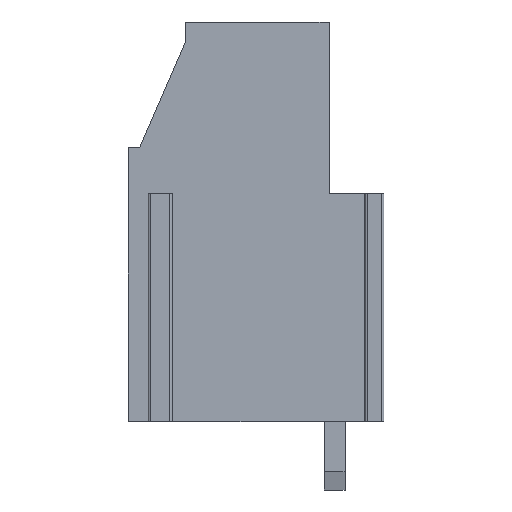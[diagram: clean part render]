
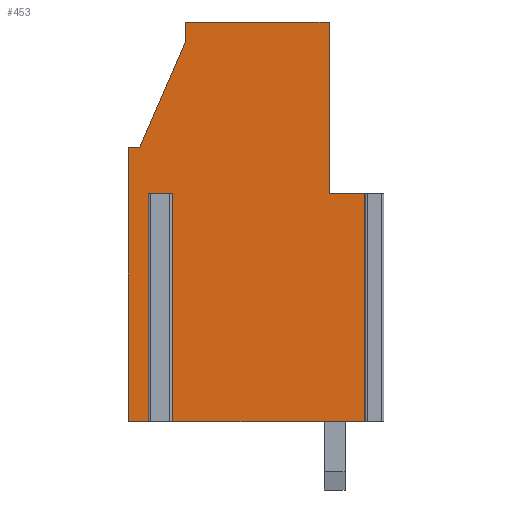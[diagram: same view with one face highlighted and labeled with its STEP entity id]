
A CAD part, front view. The second image highlights one B-rep face of the part: STEP entity #453.
In plain terms, the highlighted planar face has unit normal (0, -1, 0).
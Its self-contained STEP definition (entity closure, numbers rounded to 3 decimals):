
#453 = ADVANCED_FACE( '', ( #933 ), #934, .T. );
#933 = FACE_OUTER_BOUND( '', #1457, .T. );
#934 = PLANE( '', #1458 );
#1457 = EDGE_LOOP( '', ( #2661, #2662, #2663, #2664, #2665, #2666, #2667, #2668, #2669, #2670, #2671, #2672, #2673 ) );
#1458 = AXIS2_PLACEMENT_3D( '', #2674, #2675, #2676 );
#2661 = ORIENTED_EDGE( '', *, *, #3782, .F. );
#2662 = ORIENTED_EDGE( '', *, *, #3844, .F. );
#2663 = ORIENTED_EDGE( '', *, *, #3845, .T. );
#2664 = ORIENTED_EDGE( '', *, *, #3455, .F. );
#2665 = ORIENTED_EDGE( '', *, *, #3776, .F. );
#2666 = ORIENTED_EDGE( '', *, *, #3420, .F. );
#2667 = ORIENTED_EDGE( '', *, *, #3831, .F. );
#2668 = ORIENTED_EDGE( '', *, *, #3579, .F. );
#2669 = ORIENTED_EDGE( '', *, *, #3647, .T. );
#2670 = ORIENTED_EDGE( '', *, *, #3359, .F. );
#2671 = ORIENTED_EDGE( '', *, *, #3720, .T. );
#2672 = ORIENTED_EDGE( '', *, *, #3846, .F. );
#2673 = ORIENTED_EDGE( '', *, *, #3847, .F. );
#2674 = CARTESIAN_POINT( '', ( 5.386, -2.5, 7.63 ) );
#2675 = DIRECTION( '', ( 0., -1., 0. ) );
#2676 = DIRECTION( '', ( 0., 0., -1. ) );
#3359 = EDGE_CURVE( '', #4042, #4043, #4044, .T. );
#3420 = EDGE_CURVE( '', #4153, #4155, #4156, .T. );
#3455 = EDGE_CURVE( '', #4212, #4214, #4215, .T. );
#3579 = EDGE_CURVE( '', #4424, #4426, #4427, .T. );
#3647 = EDGE_CURVE( '', #4424, #4043, #4528, .T. );
#3720 = EDGE_CURVE( '', #4042, #4634, #4636, .T. );
#3776 = EDGE_CURVE( '', #4155, #4212, #4718, .T. );
#3782 = EDGE_CURVE( '', #4726, #4728, #4729, .T. );
#3831 = EDGE_CURVE( '', #4426, #4153, #4793, .T. );
#3844 = EDGE_CURVE( '', #4806, #4726, #4807, .T. );
#3845 = EDGE_CURVE( '', #4806, #4214, #4808, .T. );
#3846 = EDGE_CURVE( '', #4809, #4634, #4810, .T. );
#3847 = EDGE_CURVE( '', #4728, #4809, #4811, .T. );
#4042 = VERTEX_POINT( '', #5049 );
#4043 = VERTEX_POINT( '', #5050 );
#4044 = LINE( '', #5051, #5052 );
#4153 = VERTEX_POINT( '', #5214 );
#4155 = VERTEX_POINT( '', #5216 );
#4156 = LINE( '', #5217, #5218 );
#4212 = VERTEX_POINT( '', #5294 );
#4214 = VERTEX_POINT( '', #5296 );
#4215 = LINE( '', #5297, #5298 );
#4424 = VERTEX_POINT( '', #5591 );
#4426 = VERTEX_POINT( '', #5594 );
#4427 = LINE( '', #5595, #5596 );
#4528 = LINE( '', #5746, #5747 );
#4634 = VERTEX_POINT( '', #5907 );
#4636 = LINE( '', #5910, #5911 );
#4718 = LINE( '', #6033, #6034 );
#4726 = VERTEX_POINT( '', #6045 );
#4728 = VERTEX_POINT( '', #6047 );
#4729 = LINE( '', #6048, #6049 );
#4793 = LINE( '', #6148, #6149 );
#4806 = VERTEX_POINT( '', #6167 );
#4807 = LINE( '', #6168, #6169 );
#4808 = LINE( '', #6170, #6171 );
#4809 = VERTEX_POINT( '', #6172 );
#4810 = LINE( '', #6173, #6174 );
#4811 = LINE( '', #6175, #6176 );
#5049 = CARTESIAN_POINT( '', ( 2.5, -2.5, 16.6 ) );
#5050 = CARTESIAN_POINT( '', ( 2.5, -2.5, 17.5 ) );
#5051 = CARTESIAN_POINT( '', ( 2.5, -2.5, -0.8 ) );
#5052 = VECTOR( '', #6421, 1000. );
#5214 = CARTESIAN_POINT( '', ( 10.473, -2.5, 10. ) );
#5216 = CARTESIAN_POINT( '', ( 10.473, -2.5, 0. ) );
#5217 = CARTESIAN_POINT( '', ( 10.473, -2.5, -0.8 ) );
#5218 = VECTOR( '', #6478, 1000. );
#5294 = CARTESIAN_POINT( '', ( 1.827, -2.5, 0. ) );
#5296 = CARTESIAN_POINT( '', ( 1.827, -2.5, 10. ) );
#5297 = CARTESIAN_POINT( '', ( 1.827, -2.5, -0.8 ) );
#5298 = VECTOR( '', #6517, 1000. );
#5591 = CARTESIAN_POINT( '', ( 8.8, -2.5, 17.5 ) );
#5594 = CARTESIAN_POINT( '', ( 8.8, -2.5, 10. ) );
#5595 = CARTESIAN_POINT( '', ( 8.8, -2.5, -0.8 ) );
#5596 = VECTOR( '', #6654, 1000. );
#5746 = CARTESIAN_POINT( '', ( 5.35, -2.5, 17.5 ) );
#5747 = VECTOR( '', #6710, 1000. );
#5907 = CARTESIAN_POINT( '', ( 0.5, -2.5, 12. ) );
#5910 = CARTESIAN_POINT( '', ( 2.577, -2.5, 16.778 ) );
#5911 = VECTOR( '', #6766, 1000. );
#6033 = CARTESIAN_POINT( '', ( 5.35, -2.5, 0. ) );
#6034 = VECTOR( '', #6822, 1000. );
#6045 = CARTESIAN_POINT( '', ( 0.973, -2.5, 0. ) );
#6047 = CARTESIAN_POINT( '', ( 0., -2.5, 0. ) );
#6048 = CARTESIAN_POINT( '', ( 5.35, -2.5, 0. ) );
#6049 = VECTOR( '', #6832, 1000. );
#6148 = CARTESIAN_POINT( '', ( 5.05, -2.5, 10. ) );
#6149 = VECTOR( '', #6874, 1000. );
#6167 = CARTESIAN_POINT( '', ( 0.973, -2.5, 10. ) );
#6168 = CARTESIAN_POINT( '', ( 0.973, -2.5, -0.8 ) );
#6169 = VECTOR( '', #6886, 1000. );
#6170 = CARTESIAN_POINT( '', ( 5.35, -2.5, 10. ) );
#6171 = VECTOR( '', #6887, 1000. );
#6172 = CARTESIAN_POINT( '', ( 0., -2.5, 12. ) );
#6173 = CARTESIAN_POINT( '', ( 5.35, -2.5, 12. ) );
#6174 = VECTOR( '', #6888, 1000. );
#6175 = CARTESIAN_POINT( '', ( 0., -2.5, -0.8 ) );
#6176 = VECTOR( '', #6889, 1000. );
#6421 = DIRECTION( '', ( 0., 0., 1. ) );
#6478 = DIRECTION( '', ( 0., 0., -1. ) );
#6517 = DIRECTION( '', ( 0., 0., 1. ) );
#6654 = DIRECTION( '', ( 0., 0., -1. ) );
#6710 = DIRECTION( '', ( -1., 0., 0. ) );
#6766 = DIRECTION( '', ( -0.399, 0., -0.917 ) );
#6822 = DIRECTION( '', ( -1., 0., 0. ) );
#6832 = DIRECTION( '', ( -1., 0., 0. ) );
#6874 = DIRECTION( '', ( 1., 0., 0. ) );
#6886 = DIRECTION( '', ( 0., 0., -1. ) );
#6887 = DIRECTION( '', ( 1., 0., 0. ) );
#6888 = DIRECTION( '', ( 1., 0., 0. ) );
#6889 = DIRECTION( '', ( 0., 0., 1. ) );
